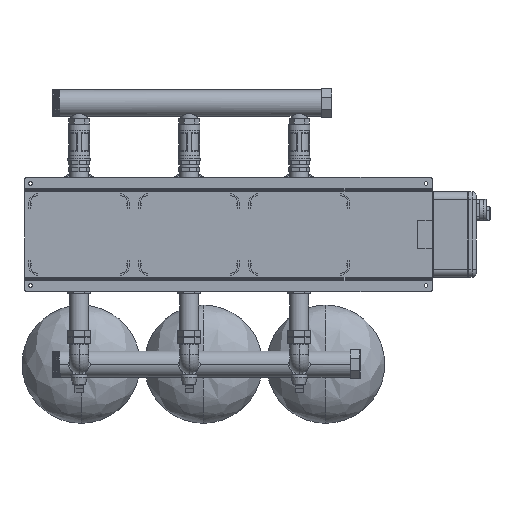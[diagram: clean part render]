
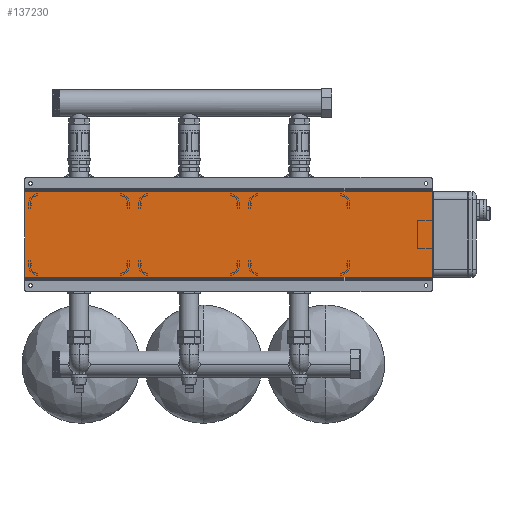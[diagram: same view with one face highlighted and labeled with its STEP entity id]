
A CAD part, front view. The second image highlights one B-rep face of the part: STEP entity #137230.
In plain terms, the highlighted planar face has unit normal (0, -1, 0).
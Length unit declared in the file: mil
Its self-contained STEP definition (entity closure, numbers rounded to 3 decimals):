
#4693 = EDGE_CURVE ( 'NONE', #12150, #8031, #115711, .T. ) ;
#8031 = VERTEX_POINT ( 'NONE', #187743 ) ;
#8679 = AXIS2_PLACEMENT_3D ( 'NONE', #90686, #108589, #158973 ) ;
#11471 = VECTOR ( 'NONE', #94222, 39370.079 ) ;
#12150 = VERTEX_POINT ( 'NONE', #45759 ) ;
#20656 = VECTOR ( 'NONE', #134653, 39370.079 ) ;
#28309 = ORIENTED_EDGE ( 'NONE', *, *, #206389, .T. ) ;
#28318 = CARTESIAN_POINT ( 'NONE',  ( -19685.039, 2007.874, -4133.858 ) ) ;
#29573 = CARTESIAN_POINT ( 'NONE',  ( 19685.039, 2007.874, -4133.858 ) ) ;
#34924 = VECTOR ( 'NONE', #214079, 39370.079 ) ;
#45759 = CARTESIAN_POINT ( 'NONE',  ( 19685.039, 2007.874, -4133.858 ) ) ;
#75441 = VECTOR ( 'NONE', #97789, 39370.079 ) ;
#77470 = LINE ( 'NONE', #165782, #11471 ) ;
#78191 = ORIENTED_EDGE ( 'NONE', *, *, #178601, .T. ) ;
#90686 = CARTESIAN_POINT ( 'NONE',  ( 19685.039, 2007.874, -4133.858 ) ) ;
#91812 = ORIENTED_EDGE ( 'NONE', *, *, #214705, .F. ) ;
#94222 = DIRECTION ( 'NONE',  ( 0., 0., -1. ) ) ;
#97789 = DIRECTION ( 'NONE',  ( -1., 0., 0. ) ) ;
#103442 = VERTEX_POINT ( 'NONE', #138747 ) ;
#108589 = DIRECTION ( 'NONE',  ( 0., 1., 0. ) ) ;
#115711 = LINE ( 'NONE', #29573, #75441 ) ;
#134653 = DIRECTION ( 'NONE',  ( -1., 0., 0. ) ) ;
#137230 = ADVANCED_FACE ( 'NONE', ( #176846 ), #209338, .F. ) ;
#138747 = CARTESIAN_POINT ( 'NONE',  ( -19685.039, 2007.874, 4133.858 ) ) ;
#148147 = LINE ( 'NONE', #216403, #20656 ) ;
#158973 = DIRECTION ( 'NONE',  ( 1., 0., 0. ) ) ;
#160505 = ORIENTED_EDGE ( 'NONE', *, *, #4693, .F. ) ;
#165782 = CARTESIAN_POINT ( 'NONE',  ( 19685.039, 2007.874, 4133.858 ) ) ;
#168741 = VERTEX_POINT ( 'NONE', #199080 ) ;
#176846 = FACE_OUTER_BOUND ( 'NONE', #202426, .T. ) ;
#178601 = EDGE_CURVE ( 'NONE', #168741, #103442, #148147, .T. ) ;
#187743 = CARTESIAN_POINT ( 'NONE',  ( -19685.039, 2007.874, -4133.858 ) ) ;
#197307 = LINE ( 'NONE', #28318, #34924 ) ;
#199080 = CARTESIAN_POINT ( 'NONE',  ( 19685.039, 2007.874, 4133.858 ) ) ;
#202426 = EDGE_LOOP ( 'NONE', ( #28309, #160505, #91812, #78191 ) ) ;
#206389 = EDGE_CURVE ( 'NONE', #103442, #8031, #197307, .T. ) ;
#209338 = PLANE ( 'NONE',  #8679 ) ;
#214079 = DIRECTION ( 'NONE',  ( 0., 0., -1. ) ) ;
#214705 = EDGE_CURVE ( 'NONE', #168741, #12150, #77470, .T. ) ;
#216403 = CARTESIAN_POINT ( 'NONE',  ( 19685.039, 2007.874, 4133.858 ) ) ;
